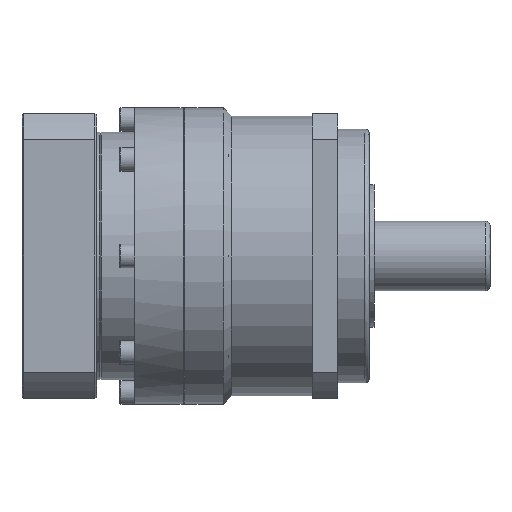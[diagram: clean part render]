
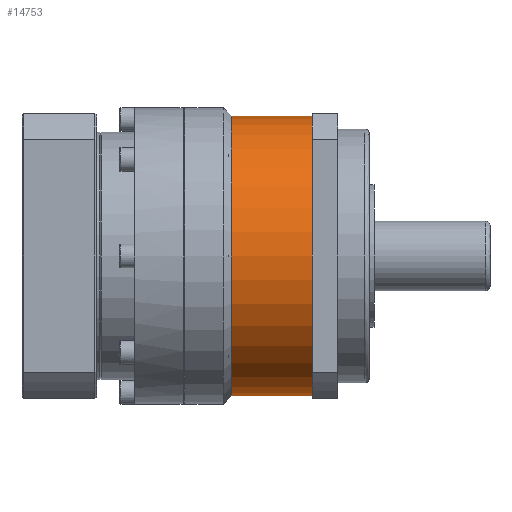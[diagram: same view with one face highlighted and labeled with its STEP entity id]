
A CAD part, front view. The second image highlights one B-rep face of the part: STEP entity #14753.
In plain terms, the highlighted cylindrical face has radius 44 mm (diameter 88 mm), a partial arc.
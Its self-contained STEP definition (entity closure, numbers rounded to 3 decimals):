
#403 = DIRECTION ( 'NONE',  ( 0., 0., 1. ) ) ;
#450 = DIRECTION ( 'NONE',  ( 1., 0., 0. ) ) ;
#471 = CARTESIAN_POINT ( 'NONE',  ( -81.5, 0., 0. ) ) ;
#516 = CARTESIAN_POINT ( 'NONE',  ( -68.75, 0., 0. ) ) ;
#566 = CARTESIAN_POINT ( 'NONE',  ( -81.5, 0., 44. ) ) ;
#590 = DIRECTION ( 'NONE',  ( -1., 0., 0. ) ) ;
#960 = EDGE_CURVE ( 'NONE', #15298, #6258, #6864, .T. ) ;
#979 = VECTOR ( 'NONE', #16244, 1000. ) ;
#1883 = VECTOR ( 'NONE', #11882, 1000. ) ;
#1936 = ORIENTED_EDGE ( 'NONE', *, *, #5598, .T. ) ;
#2978 = CARTESIAN_POINT ( 'NONE',  ( -68.75, 0., -44. ) ) ;
#3387 = ORIENTED_EDGE ( 'NONE', *, *, #8635, .F. ) ;
#3584 = ORIENTED_EDGE ( 'NONE', *, *, #8614, .T. ) ;
#4118 = CYLINDRICAL_SURFACE ( 'NONE', #7463, 44. ) ;
#4502 = DIRECTION ( 'NONE',  ( -1., 0., 0. ) ) ;
#5022 = LINE ( 'NONE', #2978, #979 ) ;
#5503 = CIRCLE ( 'NONE', #10299, 44. ) ;
#5598 = EDGE_CURVE ( 'NONE', #12861, #15298, #9819, .T. ) ;
#6258 = VERTEX_POINT ( 'NONE', #13056 ) ;
#6864 = CIRCLE ( 'NONE', #7960, 44. ) ;
#7125 = ORIENTED_EDGE ( 'NONE', *, *, #960, .T. ) ;
#7463 = AXIS2_PLACEMENT_3D ( 'NONE', #516, #590, #18286 ) ;
#7960 = AXIS2_PLACEMENT_3D ( 'NONE', #471, #450, #403 ) ;
#8614 = EDGE_CURVE ( 'NONE', #13428, #12861, #5503, .T. ) ;
#8635 = EDGE_CURVE ( 'NONE', #13428, #6258, #5022, .T. ) ;
#8863 = CARTESIAN_POINT ( 'NONE',  ( -56., 0., 44. ) ) ;
#9463 = FACE_OUTER_BOUND ( 'NONE', #9911, .T. ) ;
#9819 = LINE ( 'NONE', #12630, #1883 ) ;
#9911 = EDGE_LOOP ( 'NONE', ( #3387, #3584, #1936, #7125 ) ) ;
#10299 = AXIS2_PLACEMENT_3D ( 'NONE', #13283, #4502, #14747 ) ;
#11882 = DIRECTION ( 'NONE',  ( -1., 0., 0. ) ) ;
#12630 = CARTESIAN_POINT ( 'NONE',  ( -68.75, 0., 44. ) ) ;
#12861 = VERTEX_POINT ( 'NONE', #8863 ) ;
#13056 = CARTESIAN_POINT ( 'NONE',  ( -81.5, 0., -44. ) ) ;
#13283 = CARTESIAN_POINT ( 'NONE',  ( -56., 0., 0. ) ) ;
#13428 = VERTEX_POINT ( 'NONE', #13751 ) ;
#13751 = CARTESIAN_POINT ( 'NONE',  ( -56., 0., -44. ) ) ;
#14747 = DIRECTION ( 'NONE',  ( 0., 0., 1. ) ) ;
#14753 = ADVANCED_FACE ( 'NONE', ( #9463 ), #4118, .T. ) ;
#15298 = VERTEX_POINT ( 'NONE', #566 ) ;
#16244 = DIRECTION ( 'NONE',  ( -1., 0., 0. ) ) ;
#18286 = DIRECTION ( 'NONE',  ( 0., 0., 1. ) ) ;
